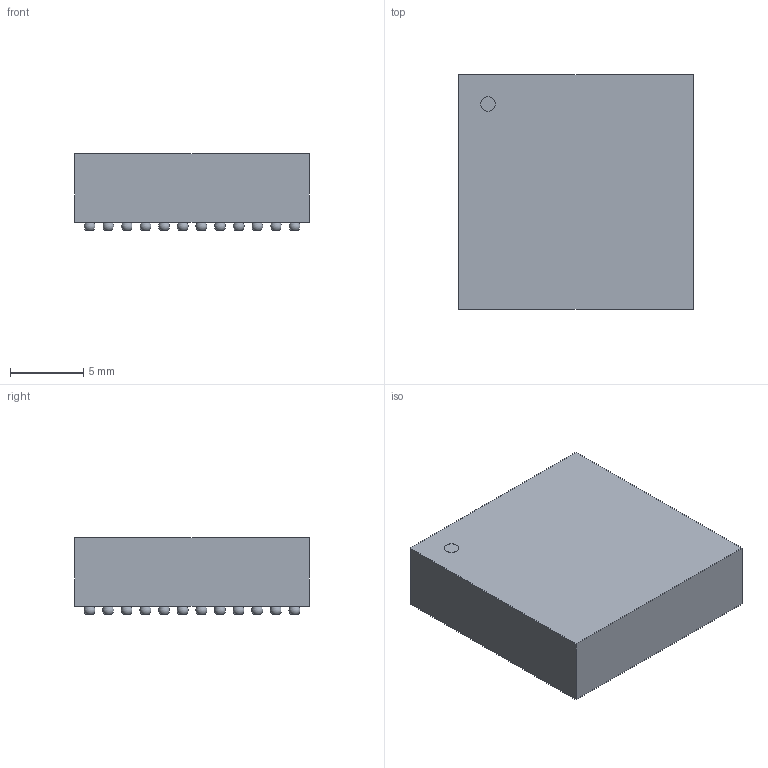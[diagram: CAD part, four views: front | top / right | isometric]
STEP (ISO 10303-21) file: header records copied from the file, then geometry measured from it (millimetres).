
FILE_DESCRIPTION(/* description */ (''),/* implementation_level */ '2;1');
FILE_NAME(/* name */ 'BGA144C127P12X12_1600X1600X521.stp',/* time_stamp */ '2017-08-28T10:00:50+02:00',/* author */ ('jchouvet'),/* organization */ (''),/* preprocessor_version */ 'ST-DEVELOPER v16.1',/* originating_system */ 'AutoCAD Mechanical',/* authorisation */ '');
FILE_SCHEMA (('AUTOMOTIVE_DESIGN { 1 0 10303 214 3 1 1 }'));
Length unit declared in the file: millimetre
Products named in the file (1): Product
Bounding box: 16 x 16 x 5.21 mm (x, y, z)
Volume: 1221.7 mm3; surface area: 1057.5 mm2
Topology: 146 solids, 146 shells, 443 faces, 594 edges, 444 vertices
Faces by surface type: plane 297, sphere 144, cylinder 2
Full cylindrical faces by diameter (mm): 1 x2
Entity records: 7340 total; most frequent: DIRECTION 1484, CARTESIAN_POINT 1048, AXIS2_PLACEMENT_3D 736, ORIENTED_EDGE 608, EDGE_LOOP 590, FACE_OUTER_BOUND 443, ADVANCED_FACE 443, EDGE_CURVE 304
